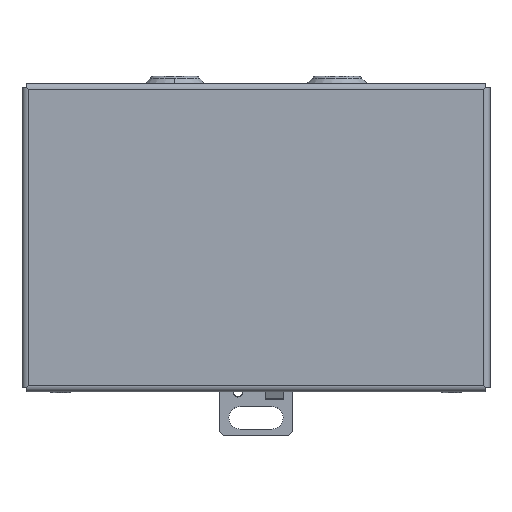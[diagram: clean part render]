
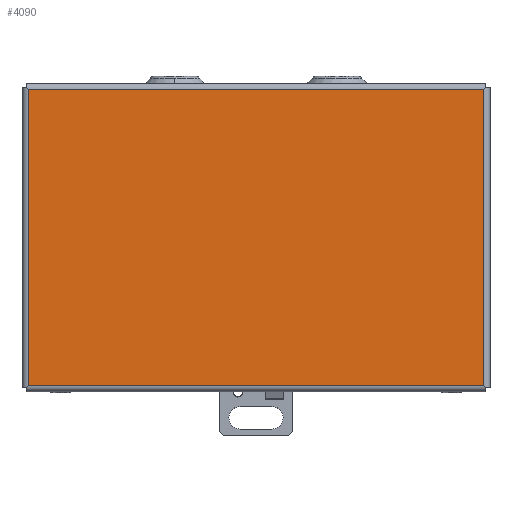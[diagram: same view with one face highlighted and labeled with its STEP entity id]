
A CAD part, top view. The second image highlights one B-rep face of the part: STEP entity #4090.
In plain terms, the highlighted planar face has unit normal (0, 0, 1).
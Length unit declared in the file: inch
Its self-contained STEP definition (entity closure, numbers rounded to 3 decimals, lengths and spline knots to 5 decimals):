
#1176 = EDGE_CURVE ( 'NONE', #12466, #6797, #2072, .T. ) ;
#1366 = CARTESIAN_POINT ( 'NONE',  ( 3.1585, -0.029, 3.0285 ) ) ;
#1523 = LINE ( 'NONE', #12139, #7853 ) ;
#2072 = LINE ( 'NONE', #12107, #10052 ) ;
#2184 = ORIENTED_EDGE ( 'NONE', *, *, #9418, .F. ) ;
#2243 = VERTEX_POINT ( 'NONE', #11297 ) ;
#2747 = ORIENTED_EDGE ( 'NONE', *, *, #4638, .F. ) ;
#2898 = EDGE_CURVE ( 'NONE', #11226, #12466, #9967, .T. ) ;
#3320 = DIRECTION ( 'NONE',  ( -1., 0., 0. ) ) ;
#3785 = LINE ( 'NONE', #7719, #12199 ) ;
#3924 = CARTESIAN_POINT ( 'NONE',  ( 3.1585, -0.029, 3.0285 ) ) ;
#4090 = ADVANCED_FACE ( 'NONE', ( #11976 ), #9075, .T. ) ;
#4224 = EDGE_LOOP ( 'NONE', ( #6706, #2184, #2747, #11358 ) ) ;
#4399 = VECTOR ( 'NONE', #5862, 39.37008 ) ;
#4638 = EDGE_CURVE ( 'NONE', #6797, #2243, #3785, .T. ) ;
#5286 = DIRECTION ( 'NONE',  ( 0., 0., 1. ) ) ;
#5862 = DIRECTION ( 'NONE',  ( 0., 1., 0. ) ) ;
#5866 = CARTESIAN_POINT ( 'NONE',  ( -3.1585, -4.135, 3.0285 ) ) ;
#6706 = ORIENTED_EDGE ( 'NONE', *, *, #2898, .F. ) ;
#6787 = DIRECTION ( 'NONE',  ( -1., 0., 0. ) ) ;
#6797 = VERTEX_POINT ( 'NONE', #3924 ) ;
#6976 = DIRECTION ( 'NONE',  ( 1., 0., 0. ) ) ;
#7630 = CARTESIAN_POINT ( 'NONE',  ( -3.1585, -0.029, 3.0285 ) ) ;
#7719 = CARTESIAN_POINT ( 'NONE',  ( 3.1585, -0.029, 3.0285 ) ) ;
#7853 = VECTOR ( 'NONE', #3320, 39.37008 ) ;
#9075 = PLANE ( 'NONE',  #12188 ) ;
#9418 = EDGE_CURVE ( 'NONE', #2243, #11226, #1523, .T. ) ;
#9967 = LINE ( 'NONE', #10739, #4399 ) ;
#10052 = VECTOR ( 'NONE', #6976, 39.37008 ) ;
#10152 = DIRECTION ( 'NONE',  ( 0., -1., 0. ) ) ;
#10739 = CARTESIAN_POINT ( 'NONE',  ( -3.1585, -4.135, 3.0285 ) ) ;
#11226 = VERTEX_POINT ( 'NONE', #5866 ) ;
#11297 = CARTESIAN_POINT ( 'NONE',  ( 3.1585, -4.135, 3.0285 ) ) ;
#11358 = ORIENTED_EDGE ( 'NONE', *, *, #1176, .F. ) ;
#11976 = FACE_OUTER_BOUND ( 'NONE', #4224, .T. ) ;
#12107 = CARTESIAN_POINT ( 'NONE',  ( -3.1585, -0.029, 3.0285 ) ) ;
#12139 = CARTESIAN_POINT ( 'NONE',  ( 3.1585, -4.135, 3.0285 ) ) ;
#12188 = AXIS2_PLACEMENT_3D ( 'NONE', #1366, #5286, #6787 ) ;
#12199 = VECTOR ( 'NONE', #10152, 39.37008 ) ;
#12466 = VERTEX_POINT ( 'NONE', #7630 ) ;
